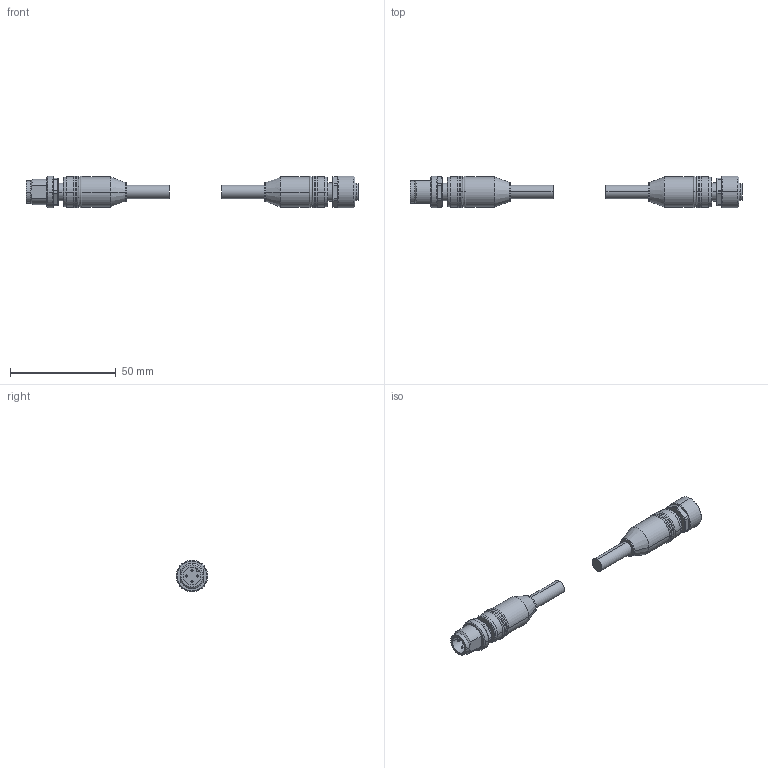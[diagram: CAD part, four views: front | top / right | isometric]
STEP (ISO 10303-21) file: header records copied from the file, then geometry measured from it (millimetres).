
FILE_DESCRIPTION (( 'STEP AP203' ), '1' );
FILE_NAME ('7000-40501-3310200.step', '2025-06-04T18:59:17', ( '' ), ( '' ), 'SwSTEP 2.0', 'SolidWorks 2024', '' );
FILE_SCHEMA (( 'CONFIG_CONTROL_DESIGN' ));
Length unit declared in the file: millimetre
Products named in the file (3): 7000-40501-3310200_FEMALE; 7000-40501-3310200_MALE; 7000-40501-3310200
Assembly tree (2 placements, depth 2):
  7000-40501-3310200
    7000-40501-3310200_MALE
    7000-40501-3310200_FEMALE
Bounding box: 156.7 x 15 x 15 mm (x, y, z)
Volume: 13204.2 mm3; surface area: 6518.5 mm2
Topology: 2 solids, 2 shells, 193 faces, 452 edges, 284 vertices
Faces by surface type: cylinder 75, plane 57, cone 33, torus 28
Entity records: 5892 total; most frequent: DIRECTION 1081, CARTESIAN_POINT 994, ORIENTED_EDGE 904, AXIS2_PLACEMENT_3D 461, EDGE_CURVE 452, VERTEX_POINT 284, CIRCLE 263, EDGE_LOOP 214
